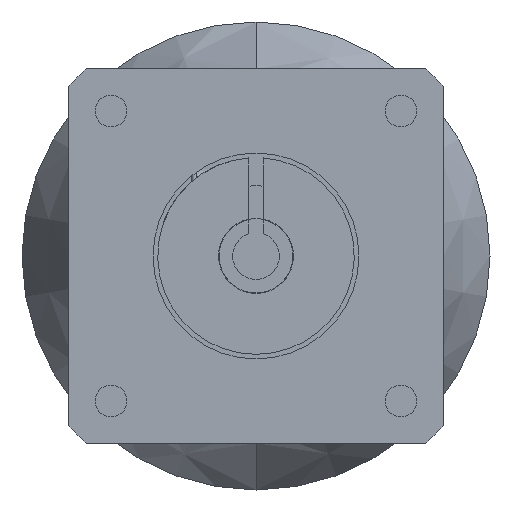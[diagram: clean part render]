
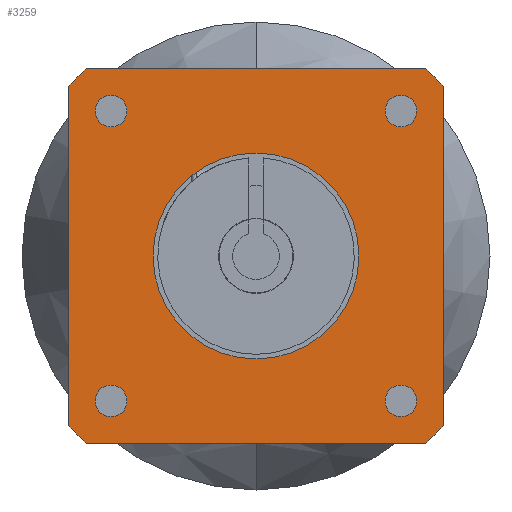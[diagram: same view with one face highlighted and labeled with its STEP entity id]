
A CAD part, left-side view. The second image highlights one B-rep face of the part: STEP entity #3259.
In plain terms, the highlighted planar face has unit normal (-1, 0, 0).
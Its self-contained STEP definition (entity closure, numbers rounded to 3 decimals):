
#263=CARTESIAN_POINT('',(-98.,0.,0.));
#264=DIRECTION('',(-1.,0.,0.));
#265=DIRECTION('',(0.,0.,-1.));
#266=AXIS2_PLACEMENT_3D('',#263,#264,#265);
#268=CARTESIAN_POINT('',(-98.,0.,0.));
#269=DIRECTION('',(1.,0.,0.));
#270=DIRECTION('',(0.,0.,-1.));
#271=AXIS2_PLACEMENT_3D('',#268,#269,#270);
#273=CARTESIAN_POINT('',(-98.,0.,0.));
#274=DIRECTION('',(-1.,0.,0.));
#275=DIRECTION('',(0.,0.741,-0.672));
#276=AXIS2_PLACEMENT_3D('',#273,#274,#275);
#278=DIRECTION('',(0.,0.,-1.));
#279=VECTOR('',#278,36.277);
#280=CARTESIAN_POINT('',(-98.,20.,18.138));
#281=LINE('',#280,#279);
#282=CARTESIAN_POINT('',(-98.,0.,0.));
#283=DIRECTION('',(-1.,0.,0.));
#284=DIRECTION('',(0.,0.672,0.741));
#285=AXIS2_PLACEMENT_3D('',#282,#283,#284);
#287=DIRECTION('',(0.,1.,0.));
#288=VECTOR('',#287,36.277);
#289=CARTESIAN_POINT('',(-98.,-18.138,20.));
#290=LINE('',#289,#288);
#291=CARTESIAN_POINT('',(-98.,0.,0.));
#292=DIRECTION('',(-1.,0.,0.));
#293=DIRECTION('',(0.,-0.741,0.672));
#294=AXIS2_PLACEMENT_3D('',#291,#292,#293);
#296=DIRECTION('',(0.,0.,1.));
#297=VECTOR('',#296,36.277);
#298=CARTESIAN_POINT('',(-98.,-20.,-18.138));
#299=LINE('',#298,#297);
#300=CARTESIAN_POINT('',(-98.,0.,0.));
#301=DIRECTION('',(-1.,0.,0.));
#302=DIRECTION('',(0.,-0.672,-0.741));
#303=AXIS2_PLACEMENT_3D('',#300,#301,#302);
#305=DIRECTION('',(0.,-1.,0.));
#306=VECTOR('',#305,36.277);
#307=CARTESIAN_POINT('',(-98.,18.138,-20.));
#308=LINE('',#307,#306);
#309=CARTESIAN_POINT('',(-98.,-15.486,-15.486));
#310=DIRECTION('',(1.,0.,0.));
#311=DIRECTION('',(0.,-0.707,-0.707));
#312=AXIS2_PLACEMENT_3D('',#309,#310,#311);
#314=CARTESIAN_POINT('',(-98.,-15.486,-15.486));
#315=DIRECTION('',(1.,0.,0.));
#316=DIRECTION('',(0.,0.707,0.707));
#317=AXIS2_PLACEMENT_3D('',#314,#315,#316);
#319=CARTESIAN_POINT('',(-98.,-15.486,15.486));
#320=DIRECTION('',(1.,0.,0.));
#321=DIRECTION('',(0.,-0.707,0.707));
#322=AXIS2_PLACEMENT_3D('',#319,#320,#321);
#324=CARTESIAN_POINT('',(-98.,-15.486,15.486));
#325=DIRECTION('',(1.,0.,0.));
#326=DIRECTION('',(0.,0.707,-0.707));
#327=AXIS2_PLACEMENT_3D('',#324,#325,#326);
#329=CARTESIAN_POINT('',(-98.,15.486,15.486));
#330=DIRECTION('',(1.,0.,0.));
#331=DIRECTION('',(0.,0.707,0.707));
#332=AXIS2_PLACEMENT_3D('',#329,#330,#331);
#334=CARTESIAN_POINT('',(-98.,15.486,15.486));
#335=DIRECTION('',(1.,0.,0.));
#336=DIRECTION('',(0.,-0.707,-0.707));
#337=AXIS2_PLACEMENT_3D('',#334,#335,#336);
#339=CARTESIAN_POINT('',(-98.,15.486,-15.486));
#340=DIRECTION('',(1.,0.,0.));
#341=DIRECTION('',(0.,0.707,-0.707));
#342=AXIS2_PLACEMENT_3D('',#339,#340,#341);
#344=CARTESIAN_POINT('',(-98.,15.486,-15.486));
#345=DIRECTION('',(1.,0.,0.));
#346=DIRECTION('',(0.,-0.707,0.707));
#347=AXIS2_PLACEMENT_3D('',#344,#345,#346);
#2523=CARTESIAN_POINT('',(-98.,0.,-11.));
#2525=VERTEX_POINT('',#2523);
#2531=CARTESIAN_POINT('',(-98.,0.,11.));
#2533=VERTEX_POINT('',#2531);
#2539=CARTESIAN_POINT('',(-98.,20.,-18.138));
#2540=CARTESIAN_POINT('',(-98.,18.138,-20.));
#2541=VERTEX_POINT('',#2539);
#2542=VERTEX_POINT('',#2540);
#2543=CARTESIAN_POINT('',(-98.,-18.138,-20.));
#2544=VERTEX_POINT('',#2543);
#2545=CARTESIAN_POINT('',(-98.,-20.,-18.138));
#2546=VERTEX_POINT('',#2545);
#2547=CARTESIAN_POINT('',(-98.,-20.,18.138));
#2548=VERTEX_POINT('',#2547);
#2549=CARTESIAN_POINT('',(-98.,-18.138,20.));
#2550=VERTEX_POINT('',#2549);
#2551=CARTESIAN_POINT('',(-98.,18.138,20.));
#2552=VERTEX_POINT('',#2551);
#2553=CARTESIAN_POINT('',(-98.,20.,18.138));
#2554=VERTEX_POINT('',#2553);
#2555=CARTESIAN_POINT('',(-98.,-16.688,-16.688));
#2556=CARTESIAN_POINT('',(-98.,-14.284,-14.284));
#2557=VERTEX_POINT('',#2555);
#2558=VERTEX_POINT('',#2556);
#2559=CARTESIAN_POINT('',(-98.,-16.688,16.688));
#2560=CARTESIAN_POINT('',(-98.,-14.284,14.284));
#2561=VERTEX_POINT('',#2559);
#2562=VERTEX_POINT('',#2560);
#2563=CARTESIAN_POINT('',(-98.,16.688,16.688));
#2564=CARTESIAN_POINT('',(-98.,14.284,14.284));
#2565=VERTEX_POINT('',#2563);
#2566=VERTEX_POINT('',#2564);
#2567=CARTESIAN_POINT('',(-98.,16.688,-16.688));
#2568=CARTESIAN_POINT('',(-98.,14.284,-14.284));
#2569=VERTEX_POINT('',#2567);
#2570=VERTEX_POINT('',#2568);
#3208=CARTESIAN_POINT('',(-98.,0.,0.));
#3209=DIRECTION('',(1.,0.,0.));
#3210=DIRECTION('',(0.,0.,1.));
#3211=AXIS2_PLACEMENT_3D('',#3208,#3209,#3210);
#3212=PLANE('',#3211);
#3214=ORIENTED_EDGE('',*,*,#3213,.F.);
#3216=ORIENTED_EDGE('',*,*,#3215,.F.);
#3218=ORIENTED_EDGE('',*,*,#3217,.F.);
#3220=ORIENTED_EDGE('',*,*,#3219,.F.);
#3222=ORIENTED_EDGE('',*,*,#3221,.F.);
#3224=ORIENTED_EDGE('',*,*,#3223,.F.);
#3226=ORIENTED_EDGE('',*,*,#3225,.F.);
#3228=ORIENTED_EDGE('',*,*,#3227,.F.);
#3229=EDGE_LOOP('',(#3214,#3216,#3218,#3220,#3222,#3224,#3226,#3228));
#3230=FACE_OUTER_BOUND('',#3229,.F.);
#3231=ORIENTED_EDGE('',*,*,#3201,.F.);
#3232=ORIENTED_EDGE('',*,*,#3190,.T.);
#3233=EDGE_LOOP('',(#3231,#3232));
#3234=FACE_BOUND('',#3233,.F.);
#3236=ORIENTED_EDGE('',*,*,#3235,.F.);
#3238=ORIENTED_EDGE('',*,*,#3237,.F.);
#3239=EDGE_LOOP('',(#3236,#3238));
#3240=FACE_BOUND('',#3239,.F.);
#3242=ORIENTED_EDGE('',*,*,#3241,.F.);
#3244=ORIENTED_EDGE('',*,*,#3243,.F.);
#3245=EDGE_LOOP('',(#3242,#3244));
#3246=FACE_BOUND('',#3245,.F.);
#3248=ORIENTED_EDGE('',*,*,#3247,.F.);
#3250=ORIENTED_EDGE('',*,*,#3249,.F.);
#3251=EDGE_LOOP('',(#3248,#3250));
#3252=FACE_BOUND('',#3251,.F.);
#3254=ORIENTED_EDGE('',*,*,#3253,.F.);
#3256=ORIENTED_EDGE('',*,*,#3255,.F.);
#3257=EDGE_LOOP('',(#3254,#3256));
#3258=FACE_BOUND('',#3257,.F.);
#3259=ADVANCED_FACE('',(#3230,#3234,#3240,#3246,#3252,#3258),#3212,.F.);
#267=CIRCLE('',#266,11.);
#272=CIRCLE('',#271,11.);
#277=CIRCLE('',#276,27.);
#286=CIRCLE('',#285,27.);
#295=CIRCLE('',#294,27.);
#304=CIRCLE('',#303,27.);
#313=CIRCLE('',#312,1.7);
#318=CIRCLE('',#317,1.7);
#323=CIRCLE('',#322,1.7);
#328=CIRCLE('',#327,1.7);
#333=CIRCLE('',#332,1.7);
#338=CIRCLE('',#337,1.7);
#343=CIRCLE('',#342,1.7);
#348=CIRCLE('',#347,1.7);
#3190=EDGE_CURVE('',#2525,#2533,#267,.T.);
#3201=EDGE_CURVE('',#2525,#2533,#272,.T.);
#3213=EDGE_CURVE('',#2541,#2542,#277,.T.);
#3215=EDGE_CURVE('',#2554,#2541,#281,.T.);
#3217=EDGE_CURVE('',#2552,#2554,#286,.T.);
#3219=EDGE_CURVE('',#2550,#2552,#290,.T.);
#3221=EDGE_CURVE('',#2548,#2550,#295,.T.);
#3223=EDGE_CURVE('',#2546,#2548,#299,.T.);
#3225=EDGE_CURVE('',#2544,#2546,#304,.T.);
#3227=EDGE_CURVE('',#2542,#2544,#308,.T.);
#3235=EDGE_CURVE('',#2557,#2558,#313,.T.);
#3237=EDGE_CURVE('',#2558,#2557,#318,.T.);
#3241=EDGE_CURVE('',#2561,#2562,#323,.T.);
#3243=EDGE_CURVE('',#2562,#2561,#328,.T.);
#3247=EDGE_CURVE('',#2565,#2566,#333,.T.);
#3249=EDGE_CURVE('',#2566,#2565,#338,.T.);
#3253=EDGE_CURVE('',#2569,#2570,#343,.T.);
#3255=EDGE_CURVE('',#2570,#2569,#348,.T.);
